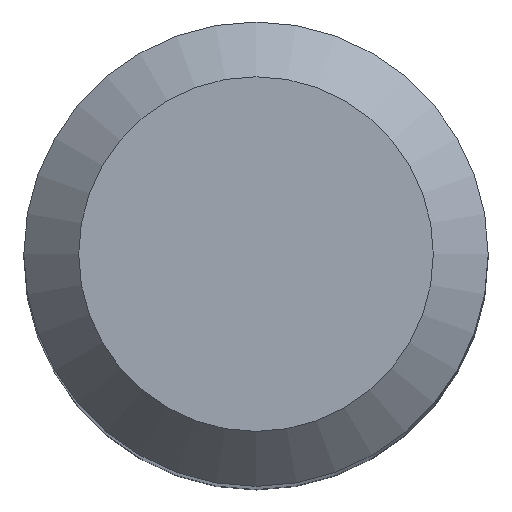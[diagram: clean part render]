
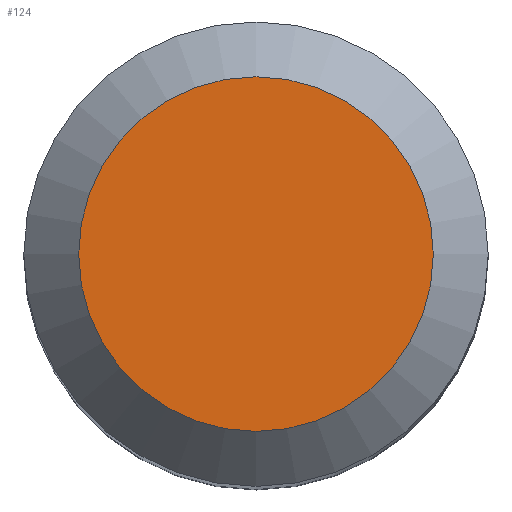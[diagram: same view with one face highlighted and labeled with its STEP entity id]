
A CAD part, top view. The second image highlights one B-rep face of the part: STEP entity #124.
In plain terms, the highlighted planar face has unit normal (0, 0, 1).
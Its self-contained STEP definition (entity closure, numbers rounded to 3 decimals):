
#54=FACE_OUTER_BOUND('',#175,.T.);
#104=PLANE('',#382);
#124=ADVANCED_FACE('',(#54),#104,.F.);
#175=EDGE_LOOP('',(#249));
#249=ORIENTED_EDGE('',*,*,#317,.F.);
#280=VERTEX_POINT('',#581);
#317=EDGE_CURVE('',#280,#280,#333,.T.);
#333=CIRCLE('',#381,4.85);
#381=AXIS2_PLACEMENT_3D('',#580,#469,#470);
#382=AXIS2_PLACEMENT_3D('',#582,#471,#472);
#469=DIRECTION('',(0.,0.,-1.));
#470=DIRECTION('',(1.,0.,0.));
#471=DIRECTION('',(0.,0.,-1.));
#472=DIRECTION('',(-1.,0.,0.));
#580=CARTESIAN_POINT('',(0.,0.,45.));
#581=CARTESIAN_POINT('',(4.85,0.,45.));
#582=CARTESIAN_POINT('',(0.,-4.85,45.));
